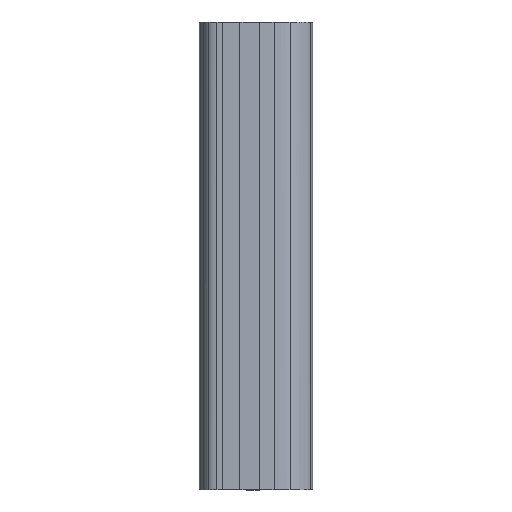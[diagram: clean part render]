
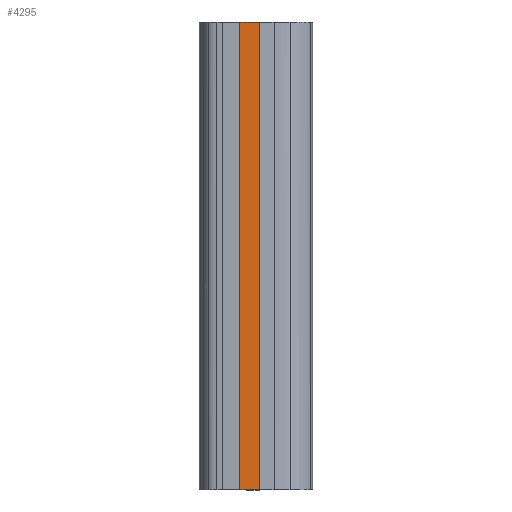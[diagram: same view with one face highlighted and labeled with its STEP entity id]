
A CAD part, top view. The second image highlights one B-rep face of the part: STEP entity #4295.
In plain terms, the highlighted planar face has unit normal (-0.018, 0, 1).
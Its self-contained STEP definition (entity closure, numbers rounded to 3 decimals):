
#464=FACE_OUTER_BOUND('',#715,.T.);
#715=EDGE_LOOP('',(#3865,#3866,#3867,#3868));
#1317=LINE('',#7505,#1565);
#1367=LINE('',#8299,#1615);
#1368=LINE('',#8302,#1616);
#1369=LINE('',#8303,#1617);
#1565=VECTOR('',#4594,10.);
#1615=VECTOR('',#4648,10.);
#1616=VECTOR('',#4651,10.);
#1617=VECTOR('',#4652,10.);
#1958=VERTEX_POINT('',#7502);
#1959=VERTEX_POINT('',#7504);
#2045=VERTEX_POINT('',#8297);
#2046=VERTEX_POINT('',#8301);
#2545=EDGE_CURVE('',#1958,#1959,#1317,.T.);
#2676=EDGE_CURVE('',#1958,#2045,#1367,.T.);
#2677=EDGE_CURVE('',#2046,#2045,#1368,.T.);
#2678=EDGE_CURVE('',#1959,#2046,#1369,.T.);
#3865=ORIENTED_EDGE('',*,*,#2676,.T.);
#3866=ORIENTED_EDGE('',*,*,#2677,.F.);
#3867=ORIENTED_EDGE('',*,*,#2678,.F.);
#3868=ORIENTED_EDGE('',*,*,#2545,.F.);
#4080=PLANE('',#4374);
#4295=ADVANCED_FACE('',(#464),#4080,.T.);
#4374=AXIS2_PLACEMENT_3D('',#8300,#4649,#4650);
#4594=DIRECTION('',(-1.,0.,-0.019));
#4648=DIRECTION('',(0.,1.,0.));
#4649=DIRECTION('center_axis',(-0.019,0.,1.));
#4650=DIRECTION('ref_axis',(1.,0.,0.019));
#4651=DIRECTION('',(1.,0.,0.019));
#4652=DIRECTION('',(0.,1.,0.));
#7502=CARTESIAN_POINT('',(48.049,-150.,52.112));
#7504=CARTESIAN_POINT('',(35.436,-150.,51.878));
#7505=CARTESIAN_POINT('',(35.436,-150.,51.878));
#8297=CARTESIAN_POINT('',(48.049,150.,52.112));
#8299=CARTESIAN_POINT('',(48.049,0.,52.112));
#8300=CARTESIAN_POINT('Origin',(35.436,0.,51.878));
#8301=CARTESIAN_POINT('',(35.436,150.,51.878));
#8302=CARTESIAN_POINT('',(35.436,150.,51.878));
#8303=CARTESIAN_POINT('',(35.436,0.,51.878));
